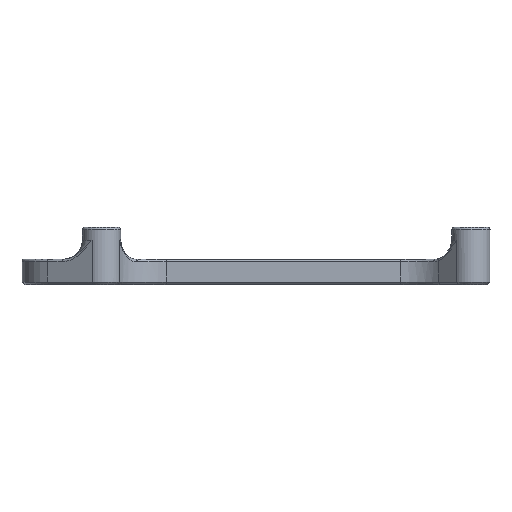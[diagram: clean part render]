
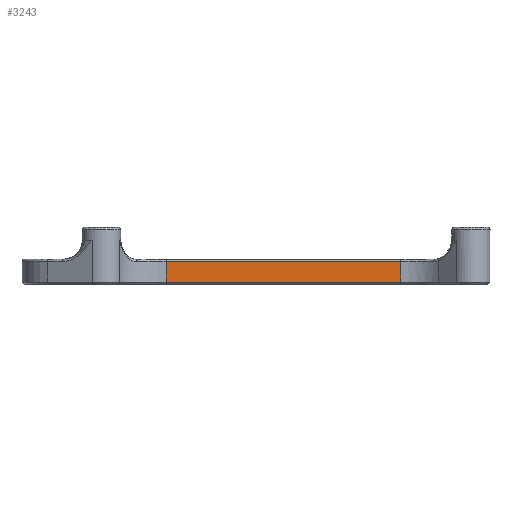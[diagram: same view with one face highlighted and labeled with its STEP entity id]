
A CAD part, left-side view. The second image highlights one B-rep face of the part: STEP entity #3243.
In plain terms, the highlighted planar face has unit normal (-1, 0, 0).
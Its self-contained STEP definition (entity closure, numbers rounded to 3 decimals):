
#555=FACE_OUTER_BOUND('',#785,.T.);
#785=EDGE_LOOP('',(#2816,#2817,#2818,#2819));
#941=LINE('',#5081,#1185);
#1048=LINE('',#5963,#1292);
#1050=LINE('',#6040,#1294);
#1051=LINE('',#6042,#1295);
#1185=VECTOR('',#3921,10.);
#1292=VECTOR('',#4442,10.);
#1294=VECTOR('',#4462,10.);
#1295=VECTOR('',#4465,8.);
#1449=VERTEX_POINT('',#5068);
#1453=VERTEX_POINT('',#5079);
#1580=VERTEX_POINT('',#5960);
#1581=VERTEX_POINT('',#5962);
#1768=EDGE_CURVE('',#1453,#1449,#941,.T.);
#2003=EDGE_CURVE('',#1580,#1581,#1048,.T.);
#2012=EDGE_CURVE('',#1581,#1453,#1050,.T.);
#2013=EDGE_CURVE('',#1449,#1580,#1051,.T.);
#2816=ORIENTED_EDGE('',*,*,#1768,.F.);
#2817=ORIENTED_EDGE('',*,*,#2012,.F.);
#2818=ORIENTED_EDGE('',*,*,#2003,.F.);
#2819=ORIENTED_EDGE('',*,*,#2013,.F.);
#3074=PLANE('',#3595);
#3243=ADVANCED_FACE('',(#555),#3074,.T.);
#3595=AXIS2_PLACEMENT_3D('',#6041,#4463,#4464);
#3921=DIRECTION('',(0.,1.,0.));
#4442=DIRECTION('',(0.,-1.,0.));
#4462=DIRECTION('',(0.,0.,-1.));
#4463=DIRECTION('center_axis',(-1.,0.,0.));
#4464=DIRECTION('ref_axis',(0.,-1.,0.));
#4465=DIRECTION('',(0.,0.,1.));
#5068=CARTESIAN_POINT('',(66.602,47.09,0.4));
#5079=CARTESIAN_POINT('',(66.602,10.258,0.4));
#5081=CARTESIAN_POINT('',(66.602,43.783,0.4));
#5960=CARTESIAN_POINT('',(66.602,47.09,3.6));
#5962=CARTESIAN_POINT('',(66.602,10.258,3.6));
#5963=CARTESIAN_POINT('',(66.602,43.783,3.6));
#6040=CARTESIAN_POINT('',(66.602,10.258,0.));
#6041=CARTESIAN_POINT('Origin',(66.602,54.236,0.));
#6042=CARTESIAN_POINT('',(66.602,47.09,0.));
